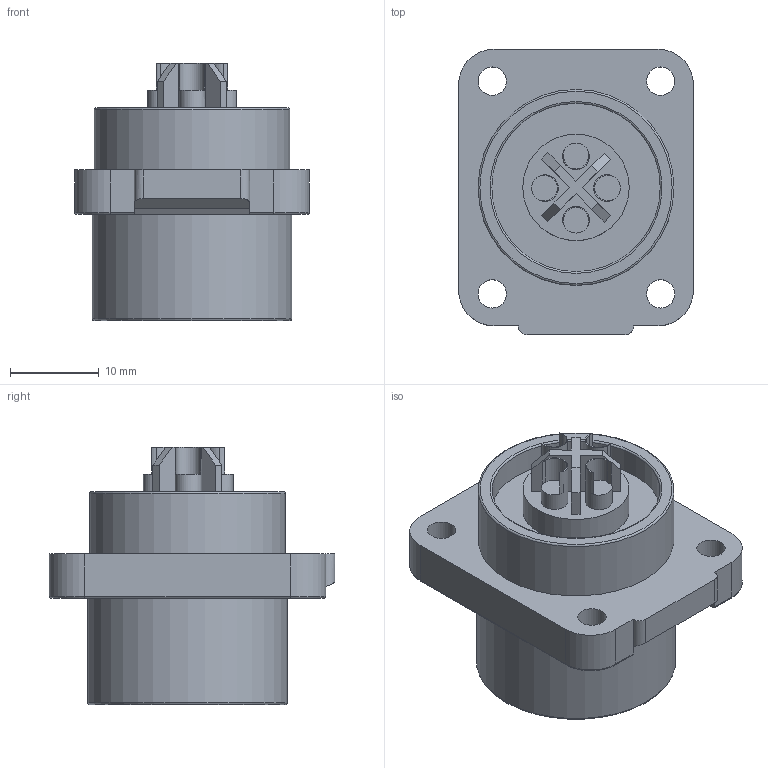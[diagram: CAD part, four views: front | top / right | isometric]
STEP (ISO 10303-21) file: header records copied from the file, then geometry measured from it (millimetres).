
FILE_DESCRIPTION(('FreeCAD Model'),'2;1');
FILE_NAME( 'PowerConnector.step', '2021-08-15T00:08:08',('Author'),(''), 'Open CASCADE STEP processor 7.3','FreeCAD','Unknown');
FILE_SCHEMA(('AUTOMOTIVE_DESIGN { 1 0 10303 214 1 1 1 1 }'));
Length unit declared in the file: millimetre
Products named in the file (1): PowerConnector
Bounding box: 26.5 x 32.2 x 29 mm (x, y, z)
Volume: 9082.7 mm3; surface area: 5608.4 mm2
Topology: 1 solids, 1 shells, 106 faces, 244 edges, 155 vertices
Faces by surface type: plane 56, cylinder 33, torus 9, cone 8
Full cylindrical faces by diameter (mm): 3 x8, 3.2 x4, 12 x1, 15 x1, 19 x1, 20.5 x1, 22.1 x1, 22.5 x1
Entity records: 6253 total; most frequent: CARTESIAN_POINT 1077, DIRECTION 1028, LINE 567, VECTOR 567, ORIENTED_EDGE 488, PCURVE 488, DEFINITIONAL_REPRESENTATION 488, EDGE_CURVE 244
